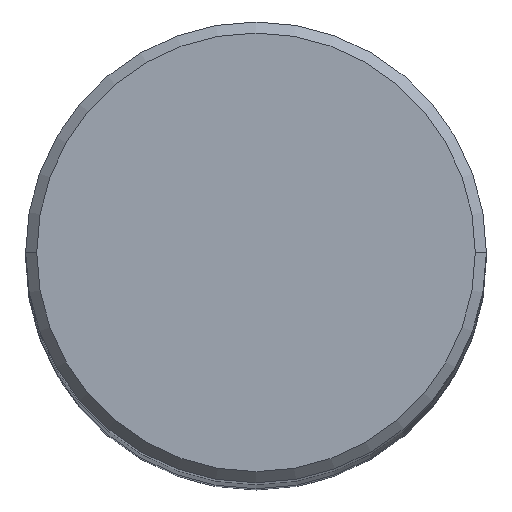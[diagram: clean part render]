
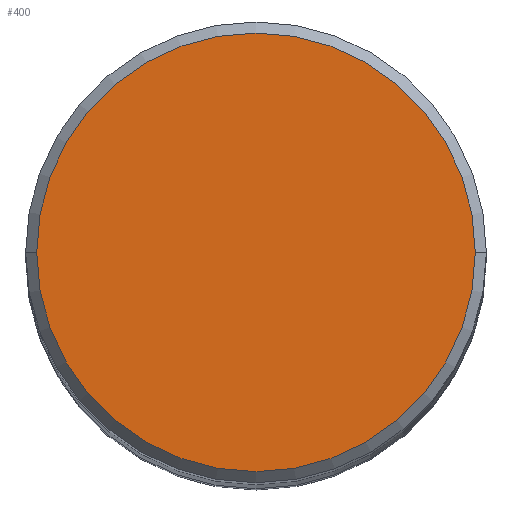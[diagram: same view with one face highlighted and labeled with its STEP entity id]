
A CAD part, top view. The second image highlights one B-rep face of the part: STEP entity #400.
In plain terms, the highlighted planar face has unit normal (0, 0, 1).
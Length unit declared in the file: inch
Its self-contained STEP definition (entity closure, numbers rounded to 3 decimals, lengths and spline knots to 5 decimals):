
#3 = ORIENTED_EDGE ( 'NONE', *, *, #144, .T. ) ;
#8 = DIRECTION ( 'NONE',  ( 1., 0., 0. ) ) ;
#42 = DIRECTION ( 'NONE',  ( 0., 0., 1. ) ) ;
#60 = VERTEX_POINT ( 'NONE', #357 ) ;
#74 = CARTESIAN_POINT ( 'NONE',  ( 0., 0., 6. ) ) ;
#81 = CIRCLE ( 'NONE', #252, 0.2975 ) ;
#106 = CARTESIAN_POINT ( 'NONE',  ( 0., 0., 6. ) ) ;
#139 = CARTESIAN_POINT ( 'NONE',  ( -0.2975, 0., 6. ) ) ;
#142 = CIRCLE ( 'NONE', #306, 0.2975 ) ;
#144 = EDGE_CURVE ( 'NONE', #60, #204, #142, .T. ) ;
#178 = DIRECTION ( 'NONE',  ( 1., 0., 0. ) ) ;
#184 = PLANE ( 'NONE',  #307 ) ;
#204 = VERTEX_POINT ( 'NONE', #139 ) ;
#206 = FACE_OUTER_BOUND ( 'NONE', #286, .T. ) ;
#228 = DIRECTION ( 'NONE',  ( 0., 0., 1. ) ) ;
#250 = EDGE_CURVE ( 'NONE', #204, #60, #81, .T. ) ;
#252 = AXIS2_PLACEMENT_3D ( 'NONE', #106, #228, #178 ) ;
#274 = ORIENTED_EDGE ( 'NONE', *, *, #250, .T. ) ;
#277 = DIRECTION ( 'NONE',  ( 0., 0., 1. ) ) ;
#286 = EDGE_LOOP ( 'NONE', ( #274, #3 ) ) ;
#306 = AXIS2_PLACEMENT_3D ( 'NONE', #74, #42, #8 ) ;
#307 = AXIS2_PLACEMENT_3D ( 'NONE', #333, #277, #395 ) ;
#333 = CARTESIAN_POINT ( 'NONE',  ( 0., 0., 6. ) ) ;
#357 = CARTESIAN_POINT ( 'NONE',  ( 0.2975, 0., 6. ) ) ;
#395 = DIRECTION ( 'NONE',  ( 1., 0., 0. ) ) ;
#400 = ADVANCED_FACE ( 'NONE', ( #206 ), #184, .T. ) ;
